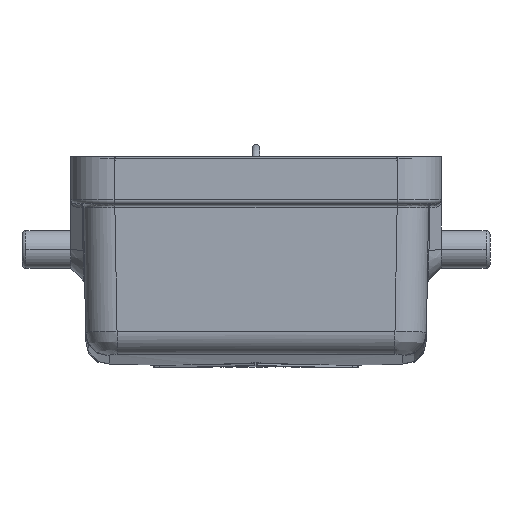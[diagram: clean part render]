
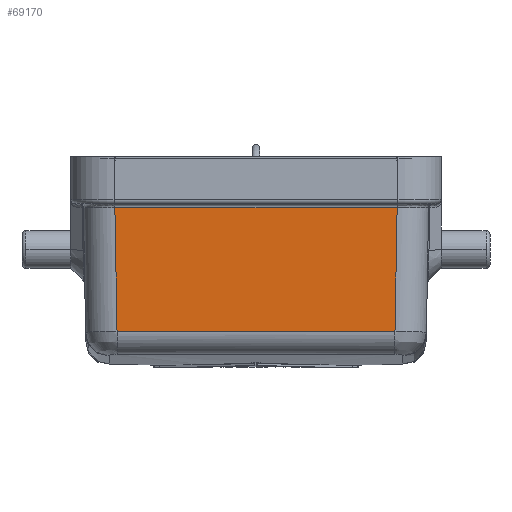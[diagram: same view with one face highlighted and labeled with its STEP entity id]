
A CAD part, front view. The second image highlights one B-rep face of the part: STEP entity #69170.
In plain terms, the highlighted face is planar.
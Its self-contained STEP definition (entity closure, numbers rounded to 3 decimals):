
#68780=CARTESIAN_POINT('',(58.582,75.457,83.4));
#68790=DIRECTION('',(0.,1.,
0.017));
#68800=DIRECTION('',(0.,-0.017,
1.));
#68810=AXIS2_PLACEMENT_3D('',#68780,#68790,#68800);
#68820=PLANE('',#68810);
#68830=CARTESIAN_POINT('',(76.583,75.456,
83.47));
#68840=DIRECTION('',(0.017,0.017,
-1.));
#68850=VECTOR('',#68840,1.);
#68860=LINE('',#68830,#68850);
#68870=CARTESIAN_POINT('',(76.25,75.122,
102.595));
#68880=VERTEX_POINT('',#68870);
#68890=CARTESIAN_POINT('',(76.524,75.396,
86.891));
#68900=VERTEX_POINT('',#68890);
#68910=EDGE_CURVE('',#68880,#68900,#68860,.T.);
#68920=ORIENTED_EDGE('',*,*,#68910,.T.);
#68930=CARTESIAN_POINT('',(58.582,75.122,
102.595));
#68940=DIRECTION('',(1.,0.,0.));
#68950=VECTOR('',#68940,1.);
#68960=LINE('',#68930,#68950);
#68970=CARTESIAN_POINT('',(40.914,75.122,
102.595));
#68980=VERTEX_POINT('',#68970);
#68990=EDGE_CURVE('',#68980,#68880,#68960,.T.);
#69000=ORIENTED_EDGE('',*,*,#68990,.T.);
#69010=CARTESIAN_POINT('',(40.58,75.456,
83.47));
#69020=DIRECTION('',(0.017,-0.017,
1.));
#69030=VECTOR('',#69020,1.);
#69040=LINE('',#69010,#69030);
#69050=CARTESIAN_POINT('',(40.64,75.396,
86.891));
#69060=VERTEX_POINT('',#69050);
#69070=EDGE_CURVE('',#69060,#68980,#69040,.T.);
#69080=ORIENTED_EDGE('',*,*,#69070,.T.);
#69090=CARTESIAN_POINT('',(58.582,75.396,
86.891));
#69100=DIRECTION('',(-1.,0.,0.));
#69110=VECTOR('',#69100,1.);
#69120=LINE('',#69090,#69110);
#69130=EDGE_CURVE('',#68900,#69060,#69120,.T.);
#69140=ORIENTED_EDGE('',*,*,#69130,.T.);
#69150=EDGE_LOOP('',(#69140,#69080,#69000,#68920));
#69160=FACE_OUTER_BOUND('',#69150,.T.);
#69170=ADVANCED_FACE('',(#69160),#68820,.T.);
